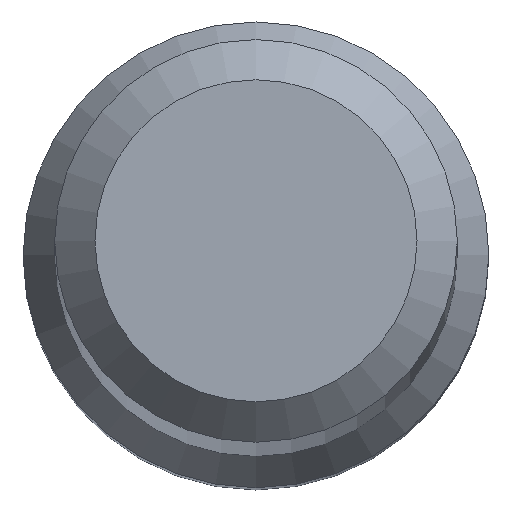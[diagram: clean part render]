
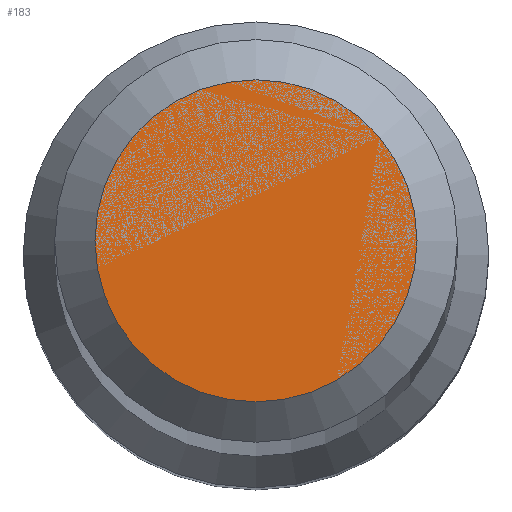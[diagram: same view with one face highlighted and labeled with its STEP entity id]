
A CAD part, top view. The second image highlights one B-rep face of the part: STEP entity #183.
In plain terms, the highlighted planar face has unit normal (0, 0, 1).
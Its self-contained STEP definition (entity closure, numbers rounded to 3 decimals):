
#1 = CARTESIAN_POINT ( 'NONE',  ( 0., 0., 70. ) ) ;
#32 = CARTESIAN_POINT ( 'NONE',  ( 0., 1.2, 70. ) ) ;
#51 = DIRECTION ( 'NONE',  ( 0., 1., 0. ) ) ;
#54 = AXIS2_PLACEMENT_3D ( 'NONE', #1, #166, #148 ) ;
#120 = DIRECTION ( 'NONE',  ( 0., 0., -1. ) ) ;
#148 = DIRECTION ( 'NONE',  ( 0., 1., 0. ) ) ;
#166 = DIRECTION ( 'NONE',  ( 0., 0., -1. ) ) ;
#173 = VERTEX_POINT ( 'NONE', #32 ) ;
#182 = EDGE_CURVE ( 'NONE', #173, #173, #186, .T. ) ;
#183 = ADVANCED_FACE ( 'NONE', ( #265 ), #261, .F. ) ;
#186 = CIRCLE ( 'NONE', #254, 1.2 ) ;
#188 = EDGE_LOOP ( 'NONE', ( #281 ) ) ;
#254 = AXIS2_PLACEMENT_3D ( 'NONE', #263, #120, #51 ) ;
#261 = PLANE ( 'NONE',  #54 ) ;
#263 = CARTESIAN_POINT ( 'NONE',  ( 0., 0., 70. ) ) ;
#265 = FACE_OUTER_BOUND ( 'NONE', #188, .T. ) ;
#281 = ORIENTED_EDGE ( 'NONE', *, *, #182, .F. ) ;
